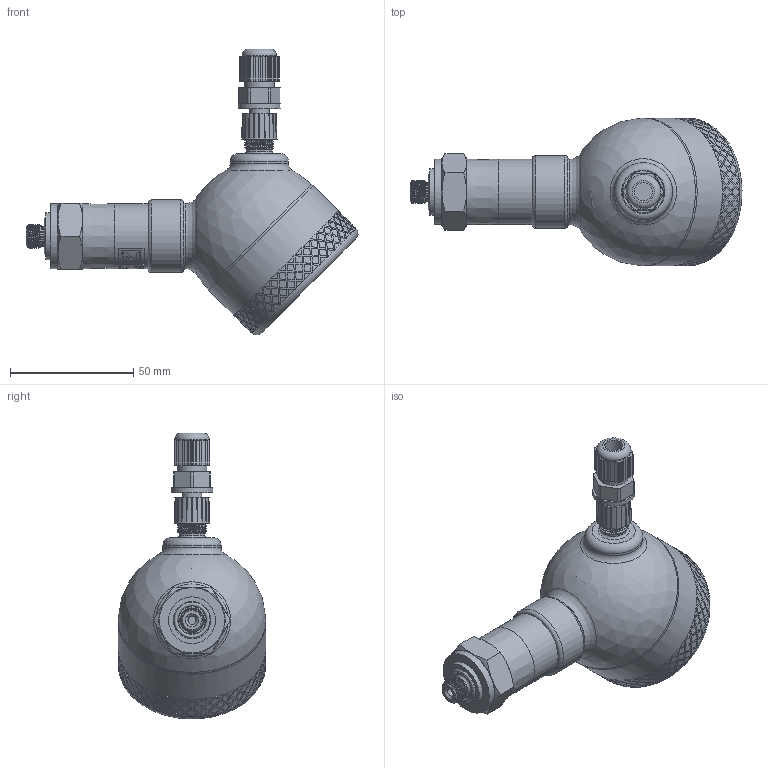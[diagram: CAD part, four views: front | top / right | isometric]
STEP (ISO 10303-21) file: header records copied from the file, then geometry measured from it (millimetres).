
FILE_DESCRIPTION(/* description */ (''),/* implementation_level */ '2;1');
FILE_NAME(/* name */ 'APZ3421FH_11_M12x1-straight.step',/* time_stamp */ '2021-06-30T15:04:31+03:00',/* author */ (''),/* organization */ (''),/* preprocessor_version */ 'ST-DEVELOPER v18.1',/* originating_system */ 'Autodesk Translation Framework v10.9.0.1377',/* authorisation */ '');
FILE_SCHEMA (('AUTOMOTIVE_DESIGN { 1 0 10303 214 3 1 1 }'));
Length unit declared in the file: millimetre
Products named in the file (7): Полевой корпус 
3420 3421 3230 заполненный; G 1\8 DIN; FieldHousing Assembly v16; main body; Крышка без 
дисплея; Адаптер М12х1; M12x1 female straight v9
Assembly tree (6 placements, depth 3):
  Полевой корпус 
3420 3421 3230 заполненный
    G 1\8 DIN
    FieldHousing Assembly v16
      main body
      Крышка без 
дисплея
      Адаптер М12х1
      M12x1 female straight v9
Bounding box: 134.91 x 60.1 x 116.17 mm (x, y, z)
Volume: 168004.7 mm3; surface area: 45080.5 mm2
Topology: 7 solids, 7 shells, 1525 faces, 3808 edges, 2498 vertices
Faces by surface type: bspline 888, cylinder 300, plane 262, cone 46, torus 26, sphere 3
Full cylindrical faces by diameter (mm): 1 x4, 3.3 x1, 7.3 x1, 8 x4, 8.566 x5, 9.3 x1, 10.293 x1, 10.5 x2, 10.741 x7, 11.5 x1, 11.884 x6, 12 x1, 14 x1, 14.7 x1, 17 x1, 19 x1, 19.7 x1, 21.6 x1, 22.4 x1, 23.6 x1, 24.5 x2, 26.5 x1, 29.5 x1, 55 x9, 56.5 x1, 57.2 x1, 60 x2
Entity records: 65263 total; most frequent: CARTESIAN_POINT 35924, ORIENTED_EDGE 7614, EDGE_CURVE 3807, DIRECTION 3060, B_SPLINE_CURVE_WITH_KNOTS 2548, VERTEX_POINT 2498, EDGE_LOOP 1733, FACE_OUTER_BOUND 1525
